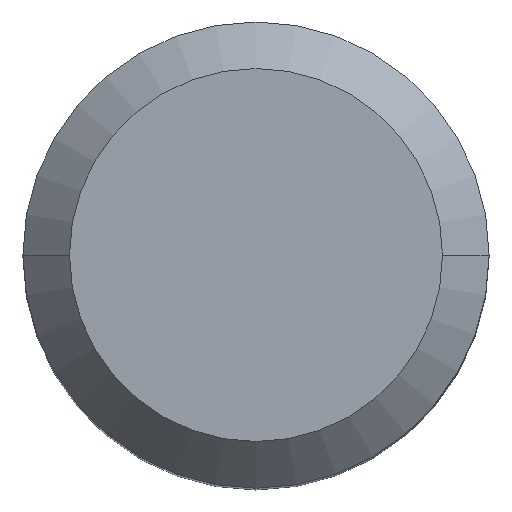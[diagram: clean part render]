
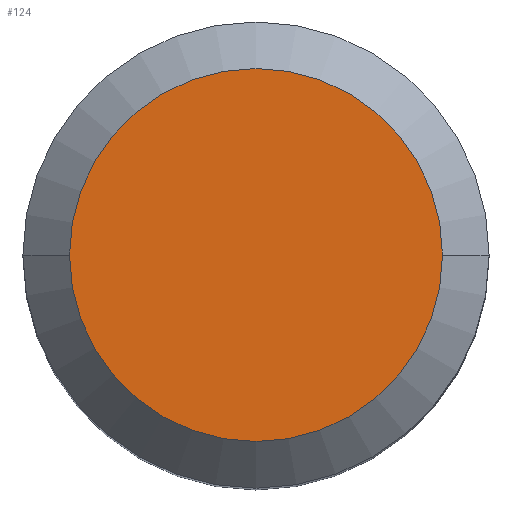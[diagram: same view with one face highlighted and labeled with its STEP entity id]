
A CAD part, top view. The second image highlights one B-rep face of the part: STEP entity #124.
In plain terms, the highlighted planar face has unit normal (0, 0, 1).
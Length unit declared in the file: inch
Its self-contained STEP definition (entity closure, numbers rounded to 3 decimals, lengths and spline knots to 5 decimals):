
#10 = PLANE ( 'NONE',  #293 ) ;
#18 = DIRECTION ( 'NONE',  ( -1., 0., 0. ) ) ;
#59 = DIRECTION ( 'NONE',  ( 1., 0., 0. ) ) ;
#94 = CARTESIAN_POINT ( 'NONE',  ( 0., 0., 0. ) ) ;
#109 = EDGE_LOOP ( 'NONE', ( #151, #153 ) ) ;
#119 = EDGE_CURVE ( 'NONE', #347, #120, #303, .T. ) ;
#120 = VERTEX_POINT ( 'NONE', #490 ) ;
#124 = ADVANCED_FACE ( 'NONE', ( #255 ), #10, .F. ) ;
#132 = DIRECTION ( 'NONE',  ( 0., 0., -1. ) ) ;
#151 = ORIENTED_EDGE ( 'NONE', *, *, #194, .T. ) ;
#153 = ORIENTED_EDGE ( 'NONE', *, *, #119, .T. ) ;
#194 = EDGE_CURVE ( 'NONE', #120, #347, #313, .T. ) ;
#249 = DIRECTION ( 'NONE',  ( 1., 0., 0. ) ) ;
#255 = FACE_OUTER_BOUND ( 'NONE', #109, .T. ) ;
#291 = CARTESIAN_POINT ( 'NONE',  ( 0.25196, 0., 0. ) ) ;
#293 = AXIS2_PLACEMENT_3D ( 'NONE', #297, #132, #18 ) ;
#297 = CARTESIAN_POINT ( 'NONE',  ( 0., 0., 0. ) ) ;
#303 = CIRCLE ( 'NONE', #396, 0.25196 ) ;
#313 = CIRCLE ( 'NONE', #445, 0.25196 ) ;
#347 = VERTEX_POINT ( 'NONE', #291 ) ;
#369 = DIRECTION ( 'NONE',  ( 0., 0., 1. ) ) ;
#396 = AXIS2_PLACEMENT_3D ( 'NONE', #493, #369, #249 ) ;
#412 = DIRECTION ( 'NONE',  ( 0., 0., 1. ) ) ;
#445 = AXIS2_PLACEMENT_3D ( 'NONE', #94, #412, #59 ) ;
#490 = CARTESIAN_POINT ( 'NONE',  ( -0.25196, 0., 0. ) ) ;
#493 = CARTESIAN_POINT ( 'NONE',  ( 0., 0., 0. ) ) ;
